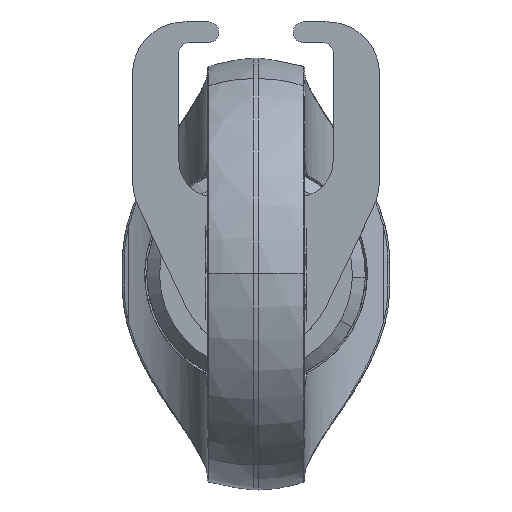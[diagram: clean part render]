
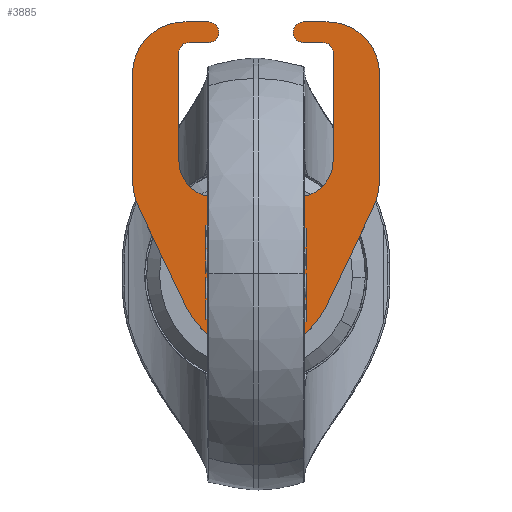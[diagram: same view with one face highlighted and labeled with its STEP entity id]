
A CAD part, top view. The second image highlights one B-rep face of the part: STEP entity #3885.
In plain terms, the highlighted planar face has unit normal (0, 0, 1).
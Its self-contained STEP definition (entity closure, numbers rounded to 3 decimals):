
#2789=CARTESIAN_POINT('Vertex',(48.,36.986,-24.8)) ;
#2796=CARTESIAN_POINT('Vertex',(48.,78.,-24.8)) ;
#2799=CARTESIAN_POINT('Line Origine',(48.,57.493,-24.8)) ;
#2820=CARTESIAN_POINT('Vertex',(28.,98.,-24.8)) ;
#2823=CARTESIAN_POINT('Axis2P3D Location',(28.,78.,-24.8)) ;
#2844=CARTESIAN_POINT('Vertex',(18.5,98.,-24.8)) ;
#2847=CARTESIAN_POINT('Line Origine',(23.25,98.,-24.8)) ;
#2868=CARTESIAN_POINT('Vertex',(18.5,90.,-24.8)) ;
#2871=CARTESIAN_POINT('Axis2P3D Location',(18.5,94.,-24.8)) ;
#2892=CARTESIAN_POINT('Vertex',(26.,90.,-24.8)) ;
#2895=CARTESIAN_POINT('Line Origine',(22.25,90.,-24.8)) ;
#2916=CARTESIAN_POINT('Vertex',(30.,86.,-24.8)) ;
#2919=CARTESIAN_POINT('Axis2P3D Location',(26.,86.,-24.8)) ;
#2940=CARTESIAN_POINT('Vertex',(30.,44.,-24.8)) ;
#2943=CARTESIAN_POINT('Line Origine',(30.,65.,-24.8)) ;
#2964=CARTESIAN_POINT('Vertex',(16.,30.,-24.8)) ;
#2967=CARTESIAN_POINT('Axis2P3D Location',(16.,44.,-24.8)) ;
#2988=CARTESIAN_POINT('Vertex',(-16.,30.,-24.8)) ;
#2991=CARTESIAN_POINT('Line Origine',(0.,30.,-24.8)) ;
#3012=CARTESIAN_POINT('Vertex',(-30.,44.,-24.8)) ;
#3015=CARTESIAN_POINT('Axis2P3D Location',(-16.,44.,-24.8)) ;
#3036=CARTESIAN_POINT('Vertex',(-30.,86.,-24.8)) ;
#3039=CARTESIAN_POINT('Line Origine',(-30.,65.,-24.8)) ;
#3060=CARTESIAN_POINT('Vertex',(-26.,90.,-24.8)) ;
#3063=CARTESIAN_POINT('Axis2P3D Location',(-26.,86.,-24.8)) ;
#3079=CARTESIAN_POINT('Vertex',(-18.5,90.,-24.8)) ;
#3082=CARTESIAN_POINT('Line Origine',(-22.25,90.,-24.8)) ;
#3103=CARTESIAN_POINT('Vertex',(-18.5,98.,-24.8)) ;
#3106=CARTESIAN_POINT('Axis2P3D Location',(-18.5,94.,-24.8)) ;
#3122=CARTESIAN_POINT('Vertex',(-28.,98.,-24.8)) ;
#3125=CARTESIAN_POINT('Line Origine',(-23.25,98.,-24.8)) ;
#3146=CARTESIAN_POINT('Vertex',(-48.,78.,-24.8)) ;
#3149=CARTESIAN_POINT('Axis2P3D Location',(-28.,78.,-24.8)) ;
#3170=CARTESIAN_POINT('Vertex',(-48.,36.986,-24.8)) ;
#3173=CARTESIAN_POINT('Line Origine',(-48.,57.493,-24.8)) ;
#3194=CARTESIAN_POINT('Vertex',(-45.361,25.345,-24.8)) ;
#3197=CARTESIAN_POINT('Axis2P3D Location',(-21.,36.986,-24.8)) ;
#3218=CARTESIAN_POINT('Vertex',(-27.068,-12.935,-24.8)) ;
#3221=CARTESIAN_POINT('Line Origine',(-36.215,6.205,-24.8)) ;
#3242=CARTESIAN_POINT('Vertex',(27.068,-12.935,-24.8)) ;
#3245=CARTESIAN_POINT('Axis2P3D Location',(0.,0.,-24.8)) ;
#3266=CARTESIAN_POINT('Vertex',(45.361,25.345,-24.8)) ;
#3269=CARTESIAN_POINT('Line Origine',(36.215,6.205,-24.8)) ;
#3286=CARTESIAN_POINT('Axis2P3D Location',(21.,36.986,-24.8)) ;
#3856=CARTESIAN_POINT('Axis2P3D Location',(0.,0.,-24.8)) ;
#2800=DIRECTION('Vector Direction',(0.,1.,0.)) ;
#2824=DIRECTION('Axis2P3D Direction',(0.,0.,1.)) ;
#2848=DIRECTION('Vector Direction',(-1.,0.,0.)) ;
#2872=DIRECTION('Axis2P3D Direction',(0.,0.,1.)) ;
#2896=DIRECTION('Vector Direction',(1.,0.,0.)) ;
#2920=DIRECTION('Axis2P3D Direction',(0.,0.,1.)) ;
#2944=DIRECTION('Vector Direction',(0.,-1.,0.)) ;
#2968=DIRECTION('Axis2P3D Direction',(0.,0.,1.)) ;
#2992=DIRECTION('Vector Direction',(-1.,0.,0.)) ;
#3016=DIRECTION('Axis2P3D Direction',(0.,0.,1.)) ;
#3040=DIRECTION('Vector Direction',(0.,1.,0.)) ;
#3064=DIRECTION('Axis2P3D Direction',(0.,0.,1.)) ;
#3083=DIRECTION('Vector Direction',(1.,0.,0.)) ;
#3107=DIRECTION('Axis2P3D Direction',(0.,0.,1.)) ;
#3126=DIRECTION('Vector Direction',(-1.,0.,0.)) ;
#3150=DIRECTION('Axis2P3D Direction',(0.,0.,1.)) ;
#3174=DIRECTION('Vector Direction',(0.,-1.,0.)) ;
#3198=DIRECTION('Axis2P3D Direction',(0.,0.,1.)) ;
#3222=DIRECTION('Vector Direction',(-0.431,0.902,0.)) ;
#3246=DIRECTION('Axis2P3D Direction',(0.,0.,1.)) ;
#3270=DIRECTION('Vector Direction',(-0.431,-0.902,0.)) ;
#3287=DIRECTION('Axis2P3D Direction',(0.,0.,1.)) ;
#3857=DIRECTION('Axis2P3D Direction',(0.,0.,1.)) ;
#3858=DIRECTION('Axis2P3D XDirection',(0.,-1.,0.)) ;
#2825=AXIS2_PLACEMENT_3D('Circle Axis2P3D',#2823,#2824,$) ;
#2873=AXIS2_PLACEMENT_3D('Circle Axis2P3D',#2871,#2872,$) ;
#2921=AXIS2_PLACEMENT_3D('Circle Axis2P3D',#2919,#2920,$) ;
#2969=AXIS2_PLACEMENT_3D('Circle Axis2P3D',#2967,#2968,$) ;
#3017=AXIS2_PLACEMENT_3D('Circle Axis2P3D',#3015,#3016,$) ;
#3065=AXIS2_PLACEMENT_3D('Circle Axis2P3D',#3063,#3064,$) ;
#3108=AXIS2_PLACEMENT_3D('Circle Axis2P3D',#3106,#3107,$) ;
#3151=AXIS2_PLACEMENT_3D('Circle Axis2P3D',#3149,#3150,$) ;
#3199=AXIS2_PLACEMENT_3D('Circle Axis2P3D',#3197,#3198,$) ;
#3247=AXIS2_PLACEMENT_3D('Circle Axis2P3D',#3245,#3246,$) ;
#3288=AXIS2_PLACEMENT_3D('Circle Axis2P3D',#3286,#3287,$) ;
#3859=AXIS2_PLACEMENT_3D('Plane Axis2P3D',#3856,#3857,#3858) ;
#3862=ORIENTED_EDGE('',*,*,#2803,.T.) ;
#3863=ORIENTED_EDGE('',*,*,#2827,.T.) ;
#3864=ORIENTED_EDGE('',*,*,#2851,.T.) ;
#3865=ORIENTED_EDGE('',*,*,#2875,.T.) ;
#3866=ORIENTED_EDGE('',*,*,#2899,.T.) ;
#3867=ORIENTED_EDGE('',*,*,#2923,.T.) ;
#3868=ORIENTED_EDGE('',*,*,#2947,.T.) ;
#3869=ORIENTED_EDGE('',*,*,#2971,.T.) ;
#3870=ORIENTED_EDGE('',*,*,#2995,.T.) ;
#3871=ORIENTED_EDGE('',*,*,#3019,.T.) ;
#3872=ORIENTED_EDGE('',*,*,#3043,.T.) ;
#3873=ORIENTED_EDGE('',*,*,#3067,.T.) ;
#3874=ORIENTED_EDGE('',*,*,#3086,.T.) ;
#3875=ORIENTED_EDGE('',*,*,#3110,.T.) ;
#3876=ORIENTED_EDGE('',*,*,#3129,.T.) ;
#3877=ORIENTED_EDGE('',*,*,#3153,.T.) ;
#3878=ORIENTED_EDGE('',*,*,#3177,.T.) ;
#3879=ORIENTED_EDGE('',*,*,#3201,.T.) ;
#3880=ORIENTED_EDGE('',*,*,#3225,.T.) ;
#3881=ORIENTED_EDGE('',*,*,#3249,.T.) ;
#3882=ORIENTED_EDGE('',*,*,#3273,.T.) ;
#3883=ORIENTED_EDGE('',*,*,#3290,.T.) ;
#2801=VECTOR('Line Direction',#2800,1.) ;
#2849=VECTOR('Line Direction',#2848,1.) ;
#2897=VECTOR('Line Direction',#2896,1.) ;
#2945=VECTOR('Line Direction',#2944,1.) ;
#2993=VECTOR('Line Direction',#2992,1.) ;
#3041=VECTOR('Line Direction',#3040,1.) ;
#3084=VECTOR('Line Direction',#3083,1.) ;
#3127=VECTOR('Line Direction',#3126,1.) ;
#3175=VECTOR('Line Direction',#3174,1.) ;
#3223=VECTOR('Line Direction',#3222,1.) ;
#3271=VECTOR('Line Direction',#3270,1.) ;
#3885=ADVANCED_FACE('\X2\52A05DE55716\X0\(\X2\53D66D8893105EA6\X0\)',(#3884),#3860,.T.) ;
#2826=CIRCLE('generated circle',#2825,20.) ;
#2874=CIRCLE('generated circle',#2873,4.) ;
#2922=CIRCLE('generated circle',#2921,4.) ;
#2970=CIRCLE('generated circle',#2969,14.) ;
#3018=CIRCLE('generated circle',#3017,14.) ;
#3066=CIRCLE('generated circle',#3065,4.) ;
#3109=CIRCLE('generated circle',#3108,4.) ;
#3152=CIRCLE('generated circle',#3151,20.) ;
#3200=CIRCLE('generated circle',#3199,27.) ;
#3248=CIRCLE('generated circle',#3247,30.) ;
#3289=CIRCLE('generated circle',#3288,27.) ;
#2803=EDGE_CURVE('',#2790,#2797,#2802,.T.) ;
#2827=EDGE_CURVE('',#2797,#2821,#2826,.T.) ;
#2851=EDGE_CURVE('',#2821,#2845,#2850,.T.) ;
#2875=EDGE_CURVE('',#2845,#2869,#2874,.T.) ;
#2899=EDGE_CURVE('',#2869,#2893,#2898,.T.) ;
#2923=EDGE_CURVE('',#2893,#2917,#2922,.F.) ;
#2947=EDGE_CURVE('',#2917,#2941,#2946,.T.) ;
#2971=EDGE_CURVE('',#2941,#2965,#2970,.F.) ;
#2995=EDGE_CURVE('',#2965,#2989,#2994,.T.) ;
#3019=EDGE_CURVE('',#2989,#3013,#3018,.F.) ;
#3043=EDGE_CURVE('',#3013,#3037,#3042,.T.) ;
#3067=EDGE_CURVE('',#3037,#3061,#3066,.F.) ;
#3086=EDGE_CURVE('',#3061,#3080,#3085,.T.) ;
#3110=EDGE_CURVE('',#3080,#3104,#3109,.T.) ;
#3129=EDGE_CURVE('',#3104,#3123,#3128,.T.) ;
#3153=EDGE_CURVE('',#3123,#3147,#3152,.T.) ;
#3177=EDGE_CURVE('',#3147,#3171,#3176,.T.) ;
#3201=EDGE_CURVE('',#3171,#3195,#3200,.T.) ;
#3225=EDGE_CURVE('',#3195,#3219,#3224,.F.) ;
#3249=EDGE_CURVE('',#3219,#3243,#3248,.T.) ;
#3273=EDGE_CURVE('',#3243,#3267,#3272,.F.) ;
#3290=EDGE_CURVE('',#3267,#2790,#3289,.T.) ;
#3861=EDGE_LOOP('',(#3862,#3863,#3864,#3865,#3866,#3867,#3868,#3869,#3870,#3871,#3872,#3873,#3874,#3875,#3876,#3877,#3878,#3879,#3880,#3881,#3882,#3883)) ;
#3884=FACE_OUTER_BOUND('',#3861,.T.) ;
#2802=LINE('Line',#2799,#2801) ;
#2850=LINE('Line',#2847,#2849) ;
#2898=LINE('Line',#2895,#2897) ;
#2946=LINE('Line',#2943,#2945) ;
#2994=LINE('Line',#2991,#2993) ;
#3042=LINE('Line',#3039,#3041) ;
#3085=LINE('Line',#3082,#3084) ;
#3128=LINE('Line',#3125,#3127) ;
#3176=LINE('Line',#3173,#3175) ;
#3224=LINE('Line',#3221,#3223) ;
#3272=LINE('Line',#3269,#3271) ;
#3860=PLANE('',#3859) ;
#2790=VERTEX_POINT('',#2789) ;
#2797=VERTEX_POINT('',#2796) ;
#2821=VERTEX_POINT('',#2820) ;
#2845=VERTEX_POINT('',#2844) ;
#2869=VERTEX_POINT('',#2868) ;
#2893=VERTEX_POINT('',#2892) ;
#2917=VERTEX_POINT('',#2916) ;
#2941=VERTEX_POINT('',#2940) ;
#2965=VERTEX_POINT('',#2964) ;
#2989=VERTEX_POINT('',#2988) ;
#3013=VERTEX_POINT('',#3012) ;
#3037=VERTEX_POINT('',#3036) ;
#3061=VERTEX_POINT('',#3060) ;
#3080=VERTEX_POINT('',#3079) ;
#3104=VERTEX_POINT('',#3103) ;
#3123=VERTEX_POINT('',#3122) ;
#3147=VERTEX_POINT('',#3146) ;
#3171=VERTEX_POINT('',#3170) ;
#3195=VERTEX_POINT('',#3194) ;
#3219=VERTEX_POINT('',#3218) ;
#3243=VERTEX_POINT('',#3242) ;
#3267=VERTEX_POINT('',#3266) ;
